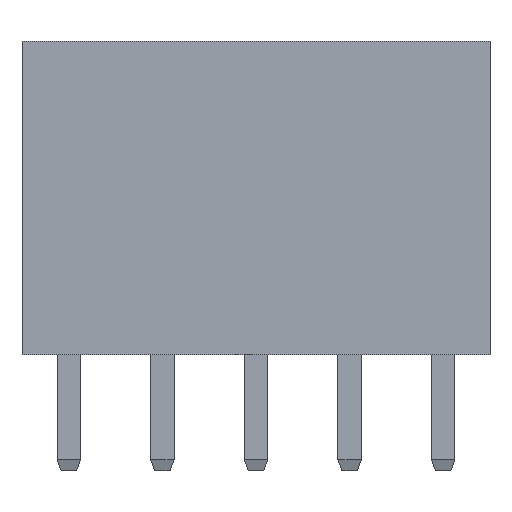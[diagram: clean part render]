
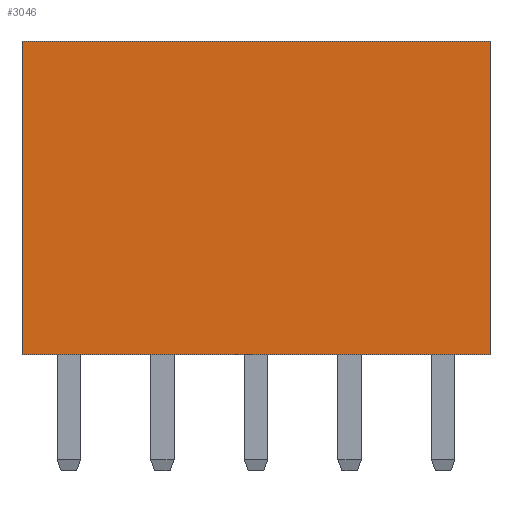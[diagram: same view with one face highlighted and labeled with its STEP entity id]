
A CAD part, top view. The second image highlights one B-rep face of the part: STEP entity #3046.
In plain terms, the highlighted planar face has unit normal (0, 0, 1).
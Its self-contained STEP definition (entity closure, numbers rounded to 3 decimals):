
#1936 = DIRECTION ( 'NONE',  ( 1., 0., 0. ) ) ;
#1937 = VECTOR ( 'NONE', #1936, 1000. ) ;
#1939 = CARTESIAN_POINT ( 'NONE',  ( -1.27, 8.5, 1.27 ) ) ;
#1940 = LINE ( 'NONE', #1939, #1937 ) ;
#1944 = DIRECTION ( 'NONE',  ( 0., -1., 0. ) ) ;
#1945 = VECTOR ( 'NONE', #1944, 1000. ) ;
#1946 = CARTESIAN_POINT ( 'NONE',  ( -11.43, 8.5, 1.27 ) ) ;
#1947 = LINE ( 'NONE', #1946, #1945 ) ;
#1948 = CARTESIAN_POINT ( 'NONE',  ( -11.43, 8.5, 1.27 ) ) ;
#1992 = CARTESIAN_POINT ( 'NONE',  ( 1.27, 8.5, 1.27 ) ) ;
#1993 = DIRECTION ( 'NONE',  ( 0., -1., 0. ) ) ;
#1994 = VECTOR ( 'NONE', #1993, 1000. ) ;
#1995 = CARTESIAN_POINT ( 'NONE',  ( 1.27, 8.5, 1.27 ) ) ;
#1996 = LINE ( 'NONE', #1995, #1994 ) ;
#2776 = DIRECTION ( 'NONE',  ( -1., 0., 0. ) ) ;
#2777 = DIRECTION ( 'NONE',  ( 0., 0., -1. ) ) ;
#2778 = CARTESIAN_POINT ( 'NONE',  ( -1.27, 8.5, 1.27 ) ) ;
#2779 = AXIS2_PLACEMENT_3D ( 'NONE', #2778, #2777, #2776 ) ;
#2780 = PLANE ( 'NONE',  #2779 ) ;
#2781 = FACE_OUTER_BOUND ( 'NONE', #3050, .T. ) ;
#2900 = CARTESIAN_POINT ( 'NONE',  ( 1.27, 0., 1.27 ) ) ;
#2901 = CARTESIAN_POINT ( 'NONE',  ( -11.43, 0., 1.27 ) ) ;
#2902 = DIRECTION ( 'NONE',  ( 1., 0., 0. ) ) ;
#2903 = VECTOR ( 'NONE', #2902, 1000. ) ;
#2904 = CARTESIAN_POINT ( 'NONE',  ( -1.27, 0., 1.27 ) ) ;
#2905 = LINE ( 'NONE', #2904, #2903 ) ;
#3046 = ADVANCED_FACE ( 'NONE', ( #2781 ), #2780, .F. ) ;
#3050 = EDGE_LOOP ( 'NONE', ( #3051, #3098, #3101, #3137 ) ) ;
#3051 = ORIENTED_EDGE ( 'NONE', *, *, #3052, .T. ) ;
#3052 = EDGE_CURVE ( 'NONE', #3053, #3054, #2905, .T. ) ;
#3053 = VERTEX_POINT ( 'NONE', #2901 ) ;
#3054 = VERTEX_POINT ( 'NONE', #2900 ) ;
#3098 = ORIENTED_EDGE ( 'NONE', *, *, #3099, .F. ) ;
#3099 = EDGE_CURVE ( 'NONE', #3100, #3054, #1996, .T. ) ;
#3100 = VERTEX_POINT ( 'NONE', #1992 ) ;
#3101 = ORIENTED_EDGE ( 'NONE', *, *, #3102, .F. ) ;
#3102 = EDGE_CURVE ( 'NONE', #3136, #3100, #1940, .T. ) ;
#3136 = VERTEX_POINT ( 'NONE', #1948 ) ;
#3137 = ORIENTED_EDGE ( 'NONE', *, *, #3138, .T. ) ;
#3138 = EDGE_CURVE ( 'NONE', #3136, #3053, #1947, .T. ) ;
